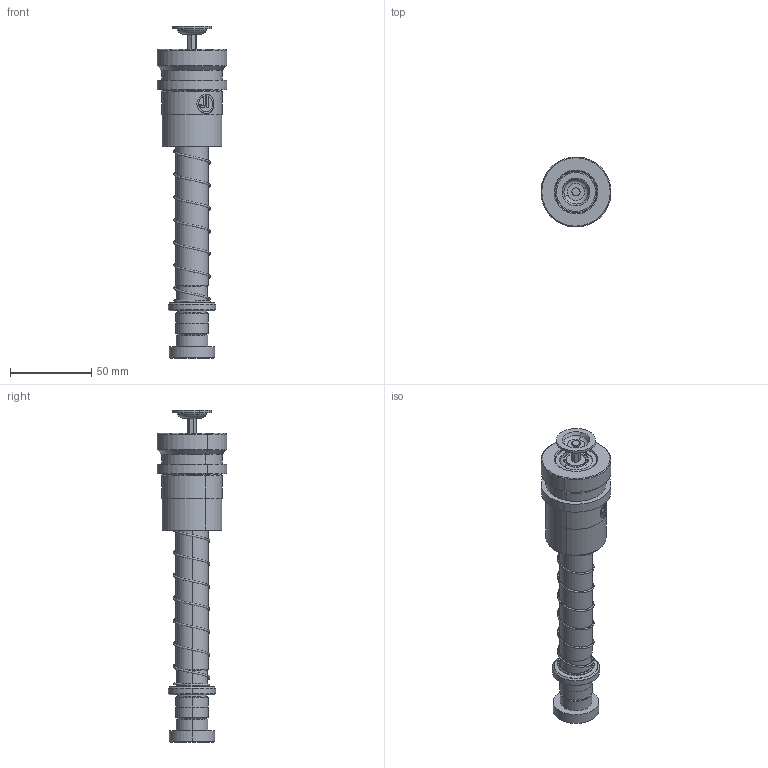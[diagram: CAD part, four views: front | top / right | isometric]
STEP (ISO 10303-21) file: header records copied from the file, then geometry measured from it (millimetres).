
FILE_DESCRIPTION (( 'STEP AP214' ), '1' );
FILE_NAME ('RTSH (RTJH)-D20-L160(BL-60).STEP', '2021-09-07T08:15:18', ( '' ), ( '' ), 'SwSTEP 2.0', 'SolidWorks 2016', '' );
FILE_SCHEMA (( 'AUTOMOTIVE_DESIGN' ));
Length unit declared in the file: millimetre
Products named in the file (199): BALL-D3; HWP-D22.5-d20.5-L100; TRP蹟簽D20; GTM-24; TRB20-35-25; GTM-24郪蚾; BSH-D25.5-20.5-50郪蚾; GTM-M10蹟簽; GTM-3-縐种; RTSH (RTJH)-D20-L160(BL-60); TRPM-D20-L160; BSH25.5-20.5-L50
Assembly tree (191 placements, depth 3):
  BALL-D3
  BALL-D3
  BALL-D3
  BALL-D3
  BALL-D3
Bounding box: 42.92 x 42.92 x 204 mm (x, y, z)
Volume: 107237.9 mm3; surface area: 52034.7 mm2
Topology: 184 solids, 184 shells, 912 faces, 3701 edges, 2453 vertices
Faces by surface type: sphere 704, cylinder 72, plane 53, cone 40, torus 22, bspline 21
Entity records: 39693 total; most frequent: CARTESIAN_POINT 21761, ORIENTED_EDGE 3144, DIRECTION 2791, EDGE_CURVE 1572, AXIS2_PLACEMENT_3D 1301, VERTEX_POINT 1025, EDGE_LOOP 921, B_SPLINE_CURVE_WITH_KNOTS 796
